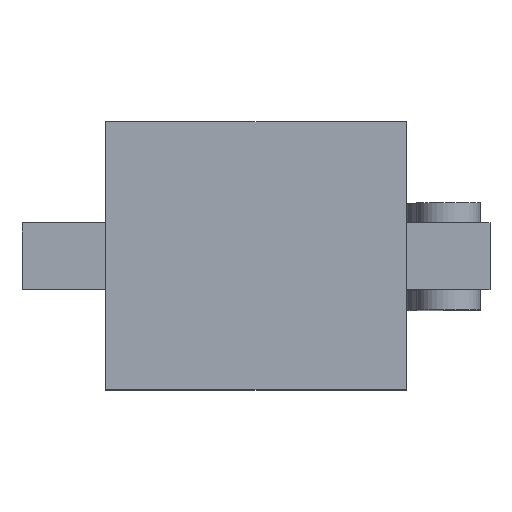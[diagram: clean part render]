
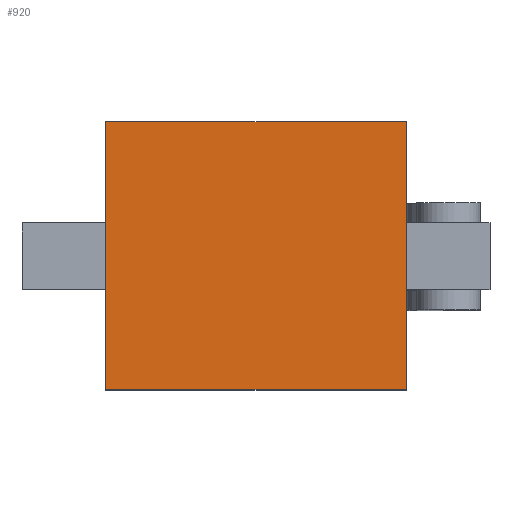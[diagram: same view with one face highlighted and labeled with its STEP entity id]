
A CAD part, top view. The second image highlights one B-rep face of the part: STEP entity #920.
In plain terms, the highlighted planar face has unit normal (0, 0, 1).
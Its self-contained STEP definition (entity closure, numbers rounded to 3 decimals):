
#2 = VERTEX_POINT ( 'NONE', #44 ) ;
#44 = CARTESIAN_POINT ( 'NONE',  ( 22.5, 40., 27.5 ) ) ;
#49 = CARTESIAN_POINT ( 'NONE',  ( 22.5, 0., 27.5 ) ) ;
#67 = ORIENTED_EDGE ( 'NONE', *, *, #899, .F. ) ;
#93 = CARTESIAN_POINT ( 'NONE',  ( 22.5, 40., 27.5 ) ) ;
#95 = DIRECTION ( 'NONE',  ( 1., 0., 0. ) ) ;
#140 = VERTEX_POINT ( 'NONE', #579 ) ;
#203 = PLANE ( 'NONE',  #448 ) ;
#301 = LINE ( 'NONE', #93, #1421 ) ;
#448 = AXIS2_PLACEMENT_3D ( 'NONE', #637, #1073, #1185 ) ;
#513 = ORIENTED_EDGE ( 'NONE', *, *, #979, .T. ) ;
#524 = LINE ( 'NONE', #828, #1168 ) ;
#579 = CARTESIAN_POINT ( 'NONE',  ( -22.5, 0., 27.5 ) ) ;
#607 = LINE ( 'NONE', #922, #1186 ) ;
#621 = VERTEX_POINT ( 'NONE', #49 ) ;
#629 = DIRECTION ( 'NONE',  ( 0., -1., 0. ) ) ;
#637 = CARTESIAN_POINT ( 'NONE',  ( -22.5, 40., 27.5 ) ) ;
#665 = VERTEX_POINT ( 'NONE', #835 ) ;
#674 = LINE ( 'NONE', #1114, #1304 ) ;
#735 = FACE_OUTER_BOUND ( 'NONE', #1232, .T. ) ;
#743 = ORIENTED_EDGE ( 'NONE', *, *, #1180, .F. ) ;
#761 = EDGE_CURVE ( 'NONE', #140, #621, #524, .T. ) ;
#807 = DIRECTION ( 'NONE',  ( 0., -1., 0. ) ) ;
#828 = CARTESIAN_POINT ( 'NONE',  ( -22.5, 0., 27.5 ) ) ;
#835 = CARTESIAN_POINT ( 'NONE',  ( -22.5, 40., 27.5 ) ) ;
#899 = EDGE_CURVE ( 'NONE', #665, #2, #674, .T. ) ;
#920 = ADVANCED_FACE ( 'NONE', ( #735 ), #203, .F. ) ;
#922 = CARTESIAN_POINT ( 'NONE',  ( -22.5, 40., 27.5 ) ) ;
#946 = ORIENTED_EDGE ( 'NONE', *, *, #761, .T. ) ;
#957 = DIRECTION ( 'NONE',  ( 1., 0., 0. ) ) ;
#979 = EDGE_CURVE ( 'NONE', #665, #140, #607, .T. ) ;
#1073 = DIRECTION ( 'NONE',  ( 0., 0., -1. ) ) ;
#1114 = CARTESIAN_POINT ( 'NONE',  ( -22.5, 40., 27.5 ) ) ;
#1168 = VECTOR ( 'NONE', #957, 1000. ) ;
#1180 = EDGE_CURVE ( 'NONE', #2, #621, #301, .T. ) ;
#1185 = DIRECTION ( 'NONE',  ( -1., 0., 0. ) ) ;
#1186 = VECTOR ( 'NONE', #807, 1000. ) ;
#1232 = EDGE_LOOP ( 'NONE', ( #946, #743, #67, #513 ) ) ;
#1304 = VECTOR ( 'NONE', #95, 1000. ) ;
#1421 = VECTOR ( 'NONE', #629, 1000. ) ;
